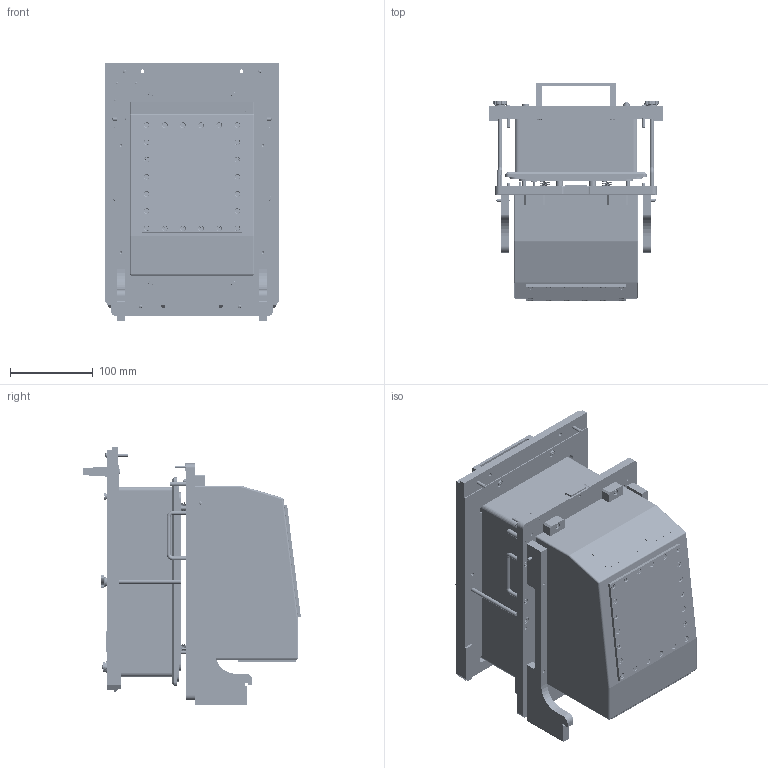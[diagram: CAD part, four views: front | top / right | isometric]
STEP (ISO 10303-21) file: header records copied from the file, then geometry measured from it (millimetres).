
FILE_DESCRIPTION (( 'STEP AP214' ), '1' );
FILE_NAME ('INGUN_154011.STEP', '2025-12-01T08:07:47', ( '' ), ( '' ), 'SwSTEP 2.0', 'SolidWorks 2023', '' );
FILE_SCHEMA (( 'AUTOMOTIVE_DESIGN' ));
Length unit declared in the file: millimetre
Products named in the file (74): 2528~0; DIN7991~n_M03,0x010; 32293~1_S; 1598~0; 112528~2_S; 116783~1_S; DIN7991~n_M03,0x008; DIN7991~n_M03,0x006; 116992~0; DIN6325~n_04,0m6x012; 116991~0; 112573~1_S; DIN912~n_M03,0x012; 43627~0_Hub 16mm<Standard>; DIN7991~n_M04,0x010; 117021~0; 116737~0_S; 112376~0_<S> 112376_792; 112201~5; 112498~5; 116990~0_S; 32879~0_S; 3917~3_M 3 A; 115171~0_S; DIN912~n_M05,0x090; 32884~1_S; INFO_4562~3_Typenschild 1010; 112376~0_<S> 112376_746; 107905~0_S; 32883~2_S; 38379~0; DIN6325~n_03,0m6x024; DIN912~n_M04,0x012; 112527~1_S; 114982~0_S; DIN6325~n_03,0m6x016; DIN912~n_M04,0x016; 115170~0_S; 4823~0; 112204~7_S ...
Assembly tree (190 placements, depth 5):
  INGUN_154011
    117021~0
      112204~7_S
      112498~5
      41369~1_S  x4
      112170~3_S
      1607~1
      48213~0_S
      5015~0
      116783~1_S  x4
      38379~0  x2
      115170~0_S
        114982~0_S
        115042~0_S
          107905~0_S
      115171~0_S
        114982~0_S
        115042~0_S
          107905~0_S
      ISO7380~n_M03,0x008  x2
      ISO7380~n_M03,0x005  x2
      15148~0
      DIN7979~n_04,0m6x020M3  x2
      DIN912~n_M04,0x016  x2
      ISO7380~n_M04,0x010  x4
      ISO7380~n_M04,0x016  x4
    117020~0
      112201~5
      116992~0
        112528~2_S
          112528~2
          Gewindebuchse~n_M05-03,9 offen  x2
        112527~1_S
        35419~0  x4
        2196~7  x2
        2229~6  x2
        43627~0_Hub 16mm<Standard>  x4
        41899~3_flexiebel <S>
          KS-113-Master__ADA~ks_KS-113 23
          GKS-114-0015__ADA~gks_Hub = 08,0 <S>
          53731~0
          3917~3_M 3 A
        2528~0  x4
        ISO7380~n_M04,0x010  x2
        DIN7991~n_M04,0x010  x4
      116990~0_S
        116991~0
        32879~0_S
        32880~0_S
        112572~0_S
        112573~1_S
        32883~2_S  x2
        32884~1_S  x2
        116726~1_S  x4
        116737~0_S  x4
        DIN7991~n_M03,0x008  x40
        DIN7991~n_M03,0x006  x4
        15148~0  x8
        DIN912~n_M03,0x008  x8
      112578~1_S  x2
Bounding box: 210 x 263.71 x 313 mm (x, y, z)
Volume: 2340204.7 mm3; surface area: 1150341.4 mm2
Topology: 192 solids, 192 shells, 7610 faces, 19378 edges, 12446 vertices
Faces by surface type: cylinder 3560, plane 2892, cone 918, torus 130, bspline 62, sphere 48
Entity records: 136662 total; most frequent: CARTESIAN_POINT 28242, DIRECTION 22104, ORIENTED_EDGE 20380, EDGE_CURVE 10190, AXIS2_PLACEMENT_3D 8321, VERTEX_POINT 6617, LINE 5462, VECTOR 5462
